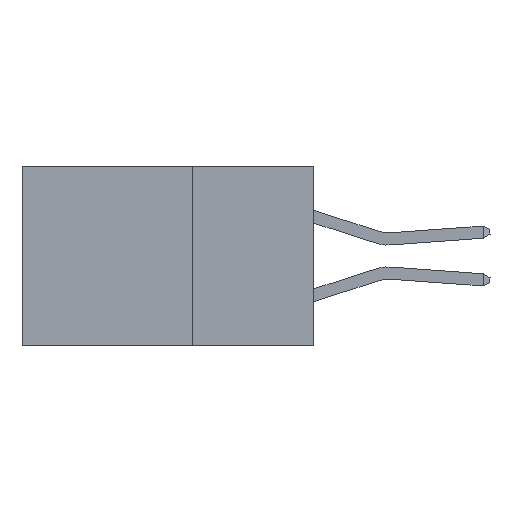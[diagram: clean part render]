
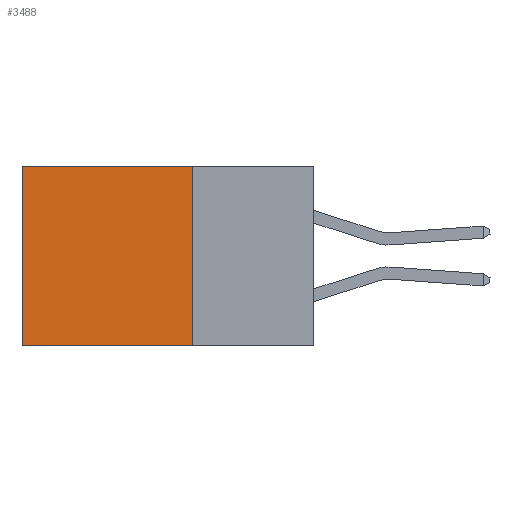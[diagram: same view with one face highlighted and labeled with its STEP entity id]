
A CAD part, left-side view. The second image highlights one B-rep face of the part: STEP entity #3488.
In plain terms, the highlighted planar face has unit normal (-1, 0, 0).
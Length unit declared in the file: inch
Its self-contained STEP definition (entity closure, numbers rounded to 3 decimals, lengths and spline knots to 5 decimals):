
#48 = CARTESIAN_POINT ( 'NONE',  ( 0.2875, 0.25, 0. ) ) ;
#66 = PLANE ( 'NONE',  #7532 ) ;
#354 = LINE ( 'NONE', #9377, #6961 ) ;
#1981 = CARTESIAN_POINT ( 'NONE',  ( 0.2875, 0.25, -0.37 ) ) ;
#2772 = ORIENTED_EDGE ( 'NONE', *, *, #10717, .T. ) ;
#3083 = DIRECTION ( 'NONE',  ( 0., 0., -1. ) ) ;
#3247 = LINE ( 'NONE', #6684, #9960 ) ;
#3488 = ADVANCED_FACE ( 'NONE', ( #8041 ), #66, .F. ) ;
#3774 = EDGE_CURVE ( 'NONE', #5835, #5005, #3247, .T. ) ;
#4201 = CARTESIAN_POINT ( 'NONE',  ( 0.2875, 0.25, 0. ) ) ;
#4206 = VECTOR ( 'NONE', #7935, 39.37008 ) ;
#4278 = DIRECTION ( 'NONE',  ( 0., 0., -1. ) ) ;
#4302 = DIRECTION ( 'NONE',  ( 1., 0., 0. ) ) ;
#4419 = ORIENTED_EDGE ( 'NONE', *, *, #12319, .T. ) ;
#5005 = VERTEX_POINT ( 'NONE', #6362 ) ;
#5422 = CARTESIAN_POINT ( 'NONE',  ( 0.2875, 0.25, 0. ) ) ;
#5835 = VERTEX_POINT ( 'NONE', #1981 ) ;
#5856 = ORIENTED_EDGE ( 'NONE', *, *, #13357, .F. ) ;
#6362 = CARTESIAN_POINT ( 'NONE',  ( 0.2875, 0.6, -0.37 ) ) ;
#6684 = CARTESIAN_POINT ( 'NONE',  ( 0.2875, 0.25, -0.37 ) ) ;
#6961 = VECTOR ( 'NONE', #3083, 39.37008 ) ;
#7494 = VERTEX_POINT ( 'NONE', #15300 ) ;
#7532 = AXIS2_PLACEMENT_3D ( 'NONE', #48, #4302, #4278 ) ;
#7592 = LINE ( 'NONE', #5422, #4206 ) ;
#7935 = DIRECTION ( 'NONE',  ( 0., 1., 0. ) ) ;
#8041 = FACE_OUTER_BOUND ( 'NONE', #13697, .T. ) ;
#8570 = DIRECTION ( 'NONE',  ( 0., 0., -1. ) ) ;
#9377 = CARTESIAN_POINT ( 'NONE',  ( 0.2875, 0.25, 0. ) ) ;
#9960 = VECTOR ( 'NONE', #13883, 39.37008 ) ;
#10717 = EDGE_CURVE ( 'NONE', #14463, #7494, #7592, .T. ) ;
#11893 = VECTOR ( 'NONE', #8570, 39.37008 ) ;
#12319 = EDGE_CURVE ( 'NONE', #7494, #5005, #14998, .T. ) ;
#12395 = ORIENTED_EDGE ( 'NONE', *, *, #3774, .F. ) ;
#13357 = EDGE_CURVE ( 'NONE', #14463, #5835, #354, .T. ) ;
#13697 = EDGE_LOOP ( 'NONE', ( #4419, #12395, #5856, #2772 ) ) ;
#13883 = DIRECTION ( 'NONE',  ( 0., 1., 0. ) ) ;
#14457 = CARTESIAN_POINT ( 'NONE',  ( 0.2875, 0.6, 0. ) ) ;
#14463 = VERTEX_POINT ( 'NONE', #4201 ) ;
#14998 = LINE ( 'NONE', #14457, #11893 ) ;
#15300 = CARTESIAN_POINT ( 'NONE',  ( 0.2875, 0.6, 0. ) ) ;
